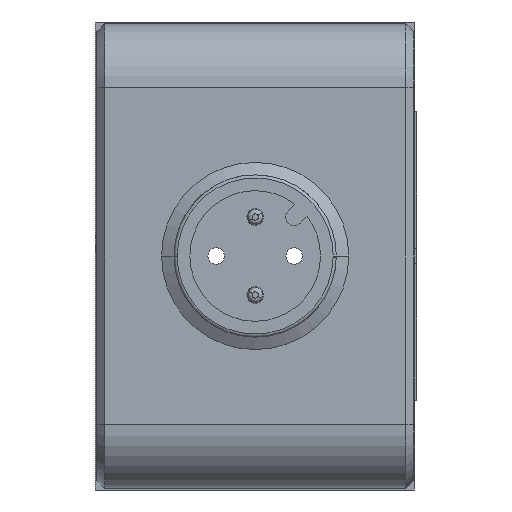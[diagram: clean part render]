
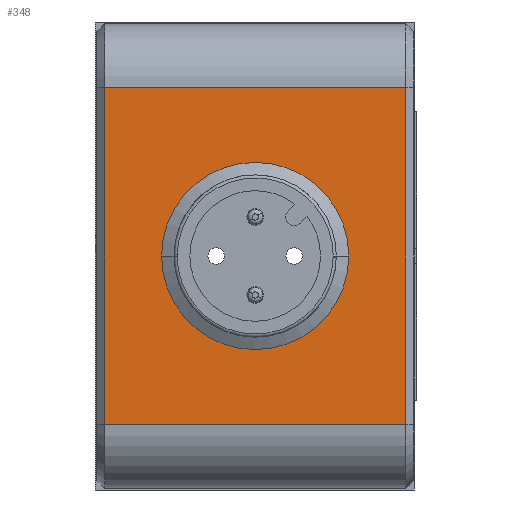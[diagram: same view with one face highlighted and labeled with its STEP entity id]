
A CAD part, front view. The second image highlights one B-rep face of the part: STEP entity #348.
In plain terms, the highlighted planar face has unit normal (0, -1, 0).
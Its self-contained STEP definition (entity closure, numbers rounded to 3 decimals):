
#348=ADVANCED_FACE('',(#1193,#1194),#1195,.F.);
#1193=FACE_OUTER_BOUND('',#3103,.T.);
#1194=FACE_BOUND('',#3104,.T.);
#1195=PLANE('',#3105);
#3103=EDGE_LOOP('',(#6136,#6137,#6138,#6139));
#3104=EDGE_LOOP('',(#6140,#6141));
#3105=AXIS2_PLACEMENT_3D('',#6142,#6143,#6144);
#6136=ORIENTED_EDGE('',*,*,#9002,.T.);
#6137=ORIENTED_EDGE('',*,*,#8999,.F.);
#6138=ORIENTED_EDGE('',*,*,#8996,.T.);
#6139=ORIENTED_EDGE('',*,*,#9005,.T.);
#6140=ORIENTED_EDGE('',*,*,#9006,.T.);
#6141=ORIENTED_EDGE('',*,*,#9007,.T.);
#6142=CARTESIAN_POINT('',(-2.25,-49.4,0.0));
#6143=DIRECTION('',(-0.0,1.0,0.0));
#6144=DIRECTION('',(1.0,0.0,0.0));
#8996=EDGE_CURVE('',#11069,#11066,#11070,.T.);
#8999=EDGE_CURVE('',#11069,#11073,#11074,.T.);
#9002=EDGE_CURVE('',#11077,#11073,#11078,.T.);
#9005=EDGE_CURVE('',#11066,#11077,#11081,.T.);
#9006=EDGE_CURVE('',#11082,#11083,#11084,.T.);
#9007=EDGE_CURVE('',#11083,#11082,#11085,.T.);
#11066=VERTEX_POINT('',#14382);
#11069=VERTEX_POINT('',#14386);
#11070=LINE('',#14387,#14388);
#11073=VERTEX_POINT('',#14392);
#11074=LINE('',#14393,#14394);
#11077=VERTEX_POINT('',#14398);
#11078=LINE('',#14399,#14400);
#11081=LINE('',#14404,#14405);
#11082=VERTEX_POINT('',#14406);
#11083=VERTEX_POINT('',#14407);
#11084=CIRCLE('',#14408,6.0);
#11085=CIRCLE('',#14409,6.0);
#14382=CARTESIAN_POINT('',(7.4,-49.4,-10.8));
#14386=CARTESIAN_POINT('',(-11.9,-49.4,-10.8));
#14387=CARTESIAN_POINT('',(-11.9,-49.4,-10.8));
#14388=VECTOR('',#16943,19.3);
#14392=CARTESIAN_POINT('',(-11.9,-49.4,10.8));
#14393=CARTESIAN_POINT('',(-11.9,-49.4,-10.8));
#14394=VECTOR('',#16948,21.6);
#14398=CARTESIAN_POINT('',(7.4,-49.4,10.8));
#14399=CARTESIAN_POINT('',(7.4,-49.4,10.8));
#14400=VECTOR('',#16953,19.3);
#14404=CARTESIAN_POINT('',(7.4,-49.4,-10.8));
#14405=VECTOR('',#16958,21.6);
#14406=CARTESIAN_POINT('',(-8.25,-49.4,0.0));
#14407=CARTESIAN_POINT('',(3.75,-49.4,0.0));
#14408=AXIS2_PLACEMENT_3D('',#16959,#16960,#16961);
#14409=AXIS2_PLACEMENT_3D('',#16962,#16963,#16964);
#16943=DIRECTION('',(1.0,0.,0.));
#16948=DIRECTION('',(0.0,0.0,1.0));
#16953=DIRECTION('',(-1.0,0.,0.));
#16958=DIRECTION('',(0.0,0.0,1.0));
#16959=CARTESIAN_POINT('',(-2.25,-49.4,0.0));
#16960=DIRECTION('',(0.0,1.0,0.0));
#16961=DIRECTION('',(-1.0,0.0,0.0));
#16962=CARTESIAN_POINT('',(-2.25,-49.4,0.0));
#16963=DIRECTION('',(-0.0,1.0,0.0));
#16964=DIRECTION('',(1.0,0.0,0.0));
